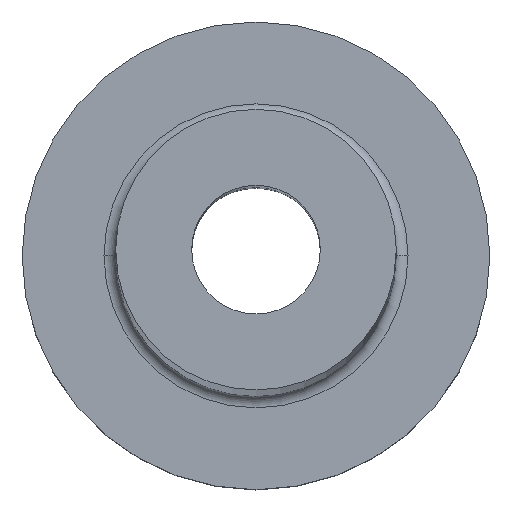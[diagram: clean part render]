
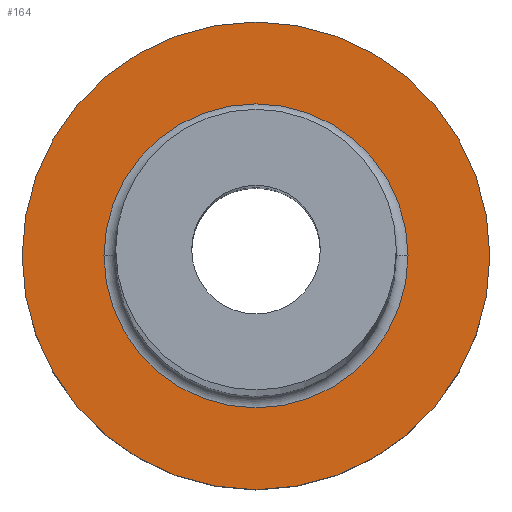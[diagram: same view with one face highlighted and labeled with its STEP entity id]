
A CAD part, top view. The second image highlights one B-rep face of the part: STEP entity #164.
In plain terms, the highlighted planar face has unit normal (0, 0, 1).
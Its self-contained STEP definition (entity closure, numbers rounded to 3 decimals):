
#7 = EDGE_CURVE ( 'NONE', #10, #155, #24, .T. ) ;
#10 = VERTEX_POINT ( 'NONE', #336 ) ;
#23 = CARTESIAN_POINT ( 'NONE',  ( 10., 0., 7. ) ) ;
#24 = CIRCLE ( 'NONE', #33, 6.5 ) ;
#29 = EDGE_CURVE ( 'NONE', #86, #259, #459, .T. ) ;
#33 = AXIS2_PLACEMENT_3D ( 'NONE', #380, #176, #276 ) ;
#56 = DIRECTION ( 'NONE',  ( 1., 0., 0. ) ) ;
#85 = DIRECTION ( 'NONE',  ( 0., 0., 1. ) ) ;
#86 = VERTEX_POINT ( 'NONE', #356 ) ;
#89 = DIRECTION ( 'NONE',  ( 0., 0., 1. ) ) ;
#91 = EDGE_LOOP ( 'NONE', ( #204, #443 ) ) ;
#99 = EDGE_LOOP ( 'NONE', ( #269, #103 ) ) ;
#103 = ORIENTED_EDGE ( 'NONE', *, *, #134, .T. ) ;
#122 = DIRECTION ( 'NONE',  ( 1., 0., 0. ) ) ;
#134 = EDGE_CURVE ( 'NONE', #259, #86, #341, .T. ) ;
#142 = AXIS2_PLACEMENT_3D ( 'NONE', #399, #85, #364 ) ;
#155 = VERTEX_POINT ( 'NONE', #439 ) ;
#161 = FACE_BOUND ( 'NONE', #91, .T. ) ;
#164 = ADVANCED_FACE ( 'NONE', ( #161, #442 ), #295, .T. ) ;
#173 = DIRECTION ( 'NONE',  ( 1., 0., 0. ) ) ;
#176 = DIRECTION ( 'NONE',  ( 0., 0., -1. ) ) ;
#204 = ORIENTED_EDGE ( 'NONE', *, *, #426, .T. ) ;
#226 = CARTESIAN_POINT ( 'NONE',  ( 0., 0., 7. ) ) ;
#259 = VERTEX_POINT ( 'NONE', #23 ) ;
#269 = ORIENTED_EDGE ( 'NONE', *, *, #29, .T. ) ;
#276 = DIRECTION ( 'NONE',  ( 1., 0., 0. ) ) ;
#285 = CIRCLE ( 'NONE', #311, 6.5 ) ;
#295 = PLANE ( 'NONE',  #367 ) ;
#311 = AXIS2_PLACEMENT_3D ( 'NONE', #332, #328, #56 ) ;
#328 = DIRECTION ( 'NONE',  ( 0., 0., -1. ) ) ;
#332 = CARTESIAN_POINT ( 'NONE',  ( 0., 0., 7. ) ) ;
#336 = CARTESIAN_POINT ( 'NONE',  ( -6.5, 0., 7. ) ) ;
#341 = CIRCLE ( 'NONE', #142, 10. ) ;
#356 = CARTESIAN_POINT ( 'NONE',  ( -10., 0., 7. ) ) ;
#364 = DIRECTION ( 'NONE',  ( 1., 0., 0. ) ) ;
#367 = AXIS2_PLACEMENT_3D ( 'NONE', #406, #89, #122 ) ;
#375 = AXIS2_PLACEMENT_3D ( 'NONE', #226, #451, #173 ) ;
#380 = CARTESIAN_POINT ( 'NONE',  ( 0., 0., 7. ) ) ;
#399 = CARTESIAN_POINT ( 'NONE',  ( 0., 0., 7. ) ) ;
#406 = CARTESIAN_POINT ( 'NONE',  ( 0., 0., 7. ) ) ;
#426 = EDGE_CURVE ( 'NONE', #155, #10, #285, .T. ) ;
#439 = CARTESIAN_POINT ( 'NONE',  ( 6.5, 0., 7. ) ) ;
#442 = FACE_OUTER_BOUND ( 'NONE', #99, .T. ) ;
#443 = ORIENTED_EDGE ( 'NONE', *, *, #7, .T. ) ;
#451 = DIRECTION ( 'NONE',  ( 0., 0., 1. ) ) ;
#459 = CIRCLE ( 'NONE', #375, 10. ) ;
